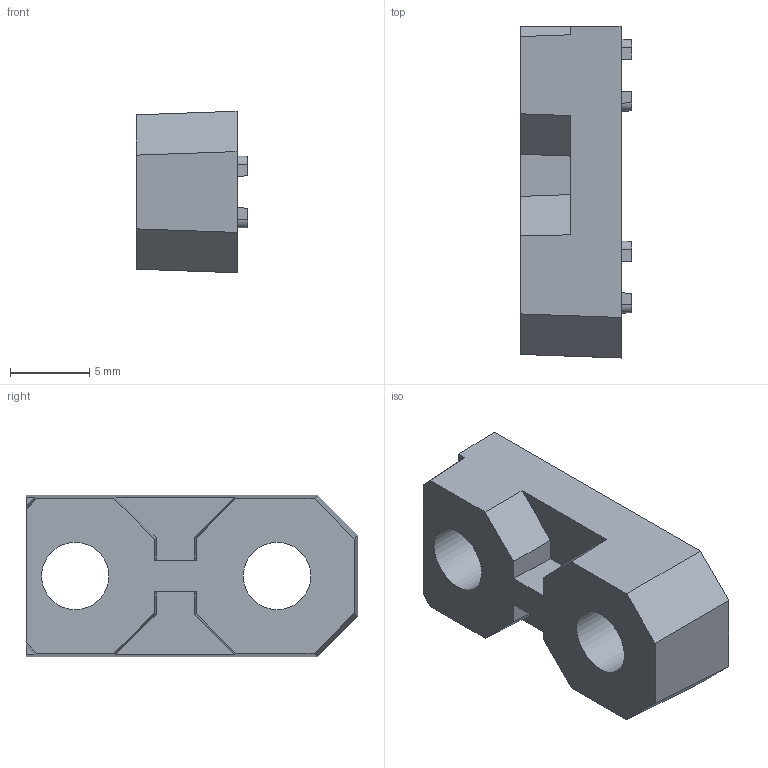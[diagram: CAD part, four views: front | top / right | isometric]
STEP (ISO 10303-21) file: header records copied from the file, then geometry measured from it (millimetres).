
FILE_DESCRIPTION(/* description */ (''),/* implementation_level */ '2;1');
FILE_NAME(/* name */ 'Bearing Flat, Delrin (2 long)_MIR_MIR.ipt.step',/* time_stamp */ '2020-04-16T22:52:45-04:00',/* author */ ('Jordan'),/* organization */ (''),/* preprocessor_version */ 'ST-DEVELOPER v17',/* originating_system */ 'Autodesk Inventor 2019',/* authorisation */ '');
FILE_SCHEMA (('AUTOMOTIVE_DESIGN { 1 0 10303 214 3 1 1 }'));
Length unit declared in the file: inch
Products named in the file (1): Bearing Flat, Delrin (2 long)_MIR_MIR
Bounding box: 7.04 x 20.87 x 10.16 mm (x, y, z)
Volume: 898.8 mm3; surface area: 988 mm2
Topology: 1 solids, 1 shells, 87 faces, 232 edges, 156 vertices
Faces by surface type: plane 69, cylinder 10, cone 8
Full cylindrical faces by diameter (mm): 4.242 x2
Entity records: 2857 total; most frequent: CARTESIAN_POINT 524, ORIENTED_EDGE 464, DIRECTION 432, EDGE_CURVE 232, LINE 176, VECTOR 176, VERTEX_POINT 156, AXIS2_PLACEMENT_3D 128
